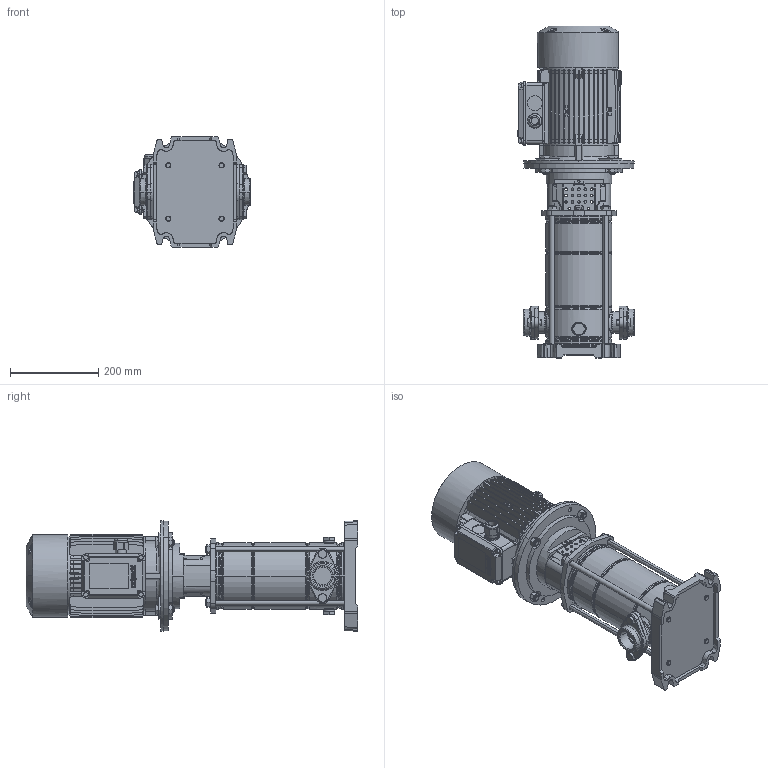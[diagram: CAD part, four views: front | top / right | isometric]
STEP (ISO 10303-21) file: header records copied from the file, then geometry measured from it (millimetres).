
FILE_DESCRIPTION (( 'STEP AP214' ), '1' );
FILE_NAME ('10008440swa01.step', '2021-09-27T10:35:42', ( '' ), ( '' ), 'SwSTEP 2.0', 'SolidWorks 2020', '' );
FILE_SCHEMA (( 'AUTOMOTIVE_DESIGN' ));
Length unit declared in the file: millimetre
Products named in the file (17): 10008440swa01; 10007643swp00; 10000005swn00_M12 õ; 10000005swn00_M12 A2-70; 10000016swn00_M12x25 A2-70; 10008798swn00_OR3243 - 61.6x2.62 - EPDM; 10008491swp00_LAVORATO; 10007576swa00_M90 VERT.; 10007431swp00_Flangia mot.112; 10007654swp00; 10007653swp00_M12X338; 4_92_266_REV00; 10007571swp00_90 SZ VERT; 10007568swp00_M90 B5-De250; 10000016swn00_M12x35 8.8; 10007647swp00_MXV 40-905 O; 10007670swn00_M25x1.5
Assembly tree (34 placements, depth 3):
  10008440swa01
    10007643swp00
    10007647swp00_MXV 40-905 O
    10007654swp00
    10007431swp00_Flangia mot.112
    10007653swp00_M12X338  x4
    10000005swn00_M12 õ  x4
    4_92_266_REV00  x2
    10007576swa00_M90 VERT.
      10007568swp00_M90 B5-De250
      10007571swp00_90 SZ VERT
      10007670swn00_M25x1.5
    10000016swn00_M12x35 8.8  x4
    10000005swn00_M12 A2-70  x4
    10008798swn00_OR3243 - 61.6x2.62 - EPDM  x2
    10008491swp00_LAVORATO  x2
    10000016swn00_M12x25 A2-70  x4
Bounding box: 265.2 x 752.5 x 250 mm (x, y, z)
Volume: 16248130.1 mm3; surface area: 1494920.2 mm2
Topology: 55 solids, 56 shells, 2871 faces, 7201 edges, 4500 vertices
Faces by surface type: plane 1315, cylinder 745, cone 453, torus 178, bspline 172, sphere 8
Entity records: 79435 total; most frequent: CARTESIAN_POINT 20858, ORIENTED_EDGE 12042, DIRECTION 11534, EDGE_CURVE 6021, AXIS2_PLACEMENT_3D 4101, VERTEX_POINT 3829, LINE 3332, VECTOR 3332
